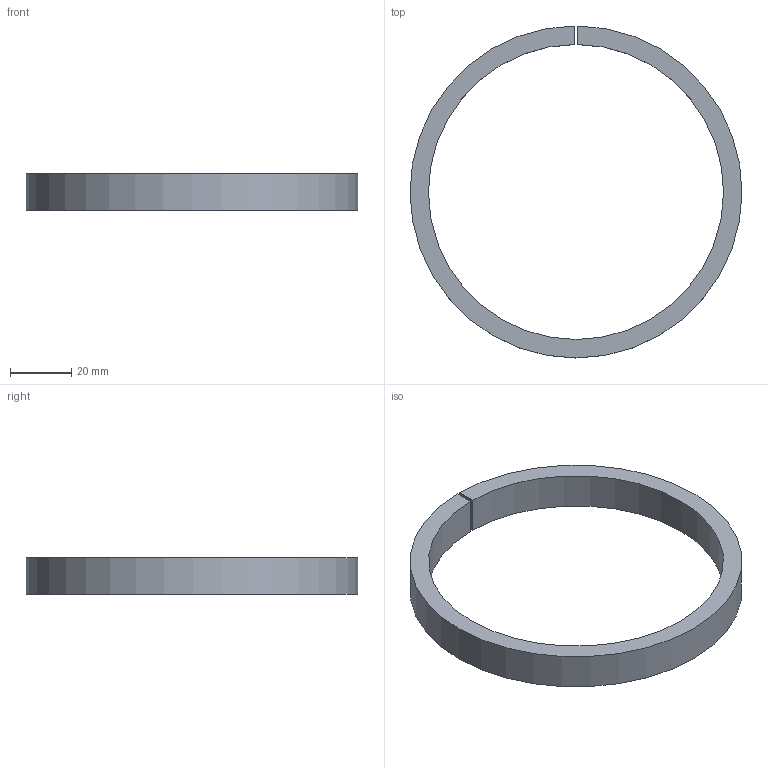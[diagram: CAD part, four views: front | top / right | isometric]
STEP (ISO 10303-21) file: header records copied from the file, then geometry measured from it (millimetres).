
FILE_DESCRIPTION (( 'STEP AP203' ), '1' );
FILE_NAME ('5637-108.step', '2020-05-19T08:24:47', ( '' ), ( '' ), 'SwSTEP 2.0', 'SolidWorks 2015', '' );
FILE_SCHEMA (( 'CONFIG_CONTROL_DESIGN' ));
Length unit declared in the file: millimetre
Products named in the file (1): 5637-108
Bounding box: 108 x 108 x 12 mm (x, y, z)
Volume: 22999.7 mm3; surface area: 11649.2 mm2
Topology: 1 solids, 1 shells, 216 faces, 573 edges, 382 vertices
Faces by surface type: plane 109, bspline 105, cylinder 2
Entity records: 12248 total; most frequent: CARTESIAN_POINT 7517, ORIENTED_EDGE 1146, DIRECTION 591, EDGE_CURVE 573, VERTEX_POINT 382, LINE 359, VECTOR 359, EDGE_LOOP 239
